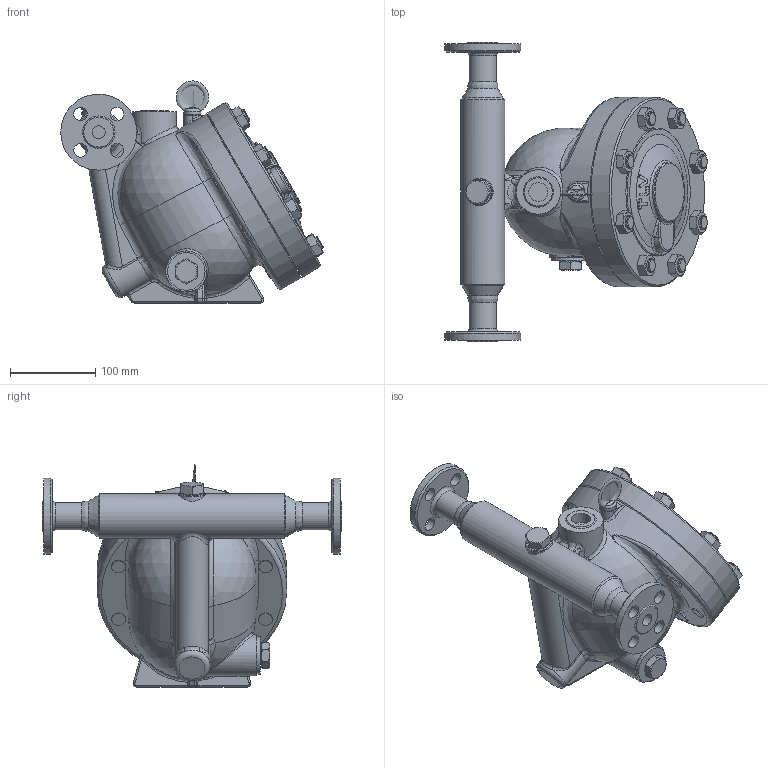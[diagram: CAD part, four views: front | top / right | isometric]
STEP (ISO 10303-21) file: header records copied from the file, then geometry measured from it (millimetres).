
FILE_DESCRIPTION((''),'2;1');
FILE_NAME('gas2n-015-a0150-00.stp','2010-10-29T14:19:03',('nakaot'),(''),'Autodesk Inventor 2008','Autodesk Inventor 2008','');
FILE_SCHEMA(('AUTOMOTIVE_DESIGN { 1 0 10303 214 1 1 1 1 }'));
Length unit declared in the file: millimetre
Products named in the file (1): gas2n-015-a0150-00
Bounding box: 307.24 x 350 x 259.92 mm (x, y, z)
Volume: 5778932.8 mm3; surface area: 345139.5 mm2
Topology: 2 solids, 2 shells, 480 faces, 1108 edges, 673 vertices
Faces by surface type: plane 160, bspline 119, cylinder 99, cone 81, torus 13, sphere 8
Full cylindrical faces by diameter (mm): 15 x1, 16 x26, 18 x1, 20 x1, 21 x1, 26 x1, 32 x1, 44 x1, 48 x1, 52 x2, 89 x1, 165 x1, 222 x2
Entity records: 23185 total; most frequent: CARTESIAN_POINT 13612, ORIENTED_EDGE 1960, DIRECTION 1863, EDGE_CURVE 980, AXIS2_PLACEMENT_3D 817, EDGE_LOOP 650, VERTEX_POINT 642, FACE_OUTER_BOUND 479
